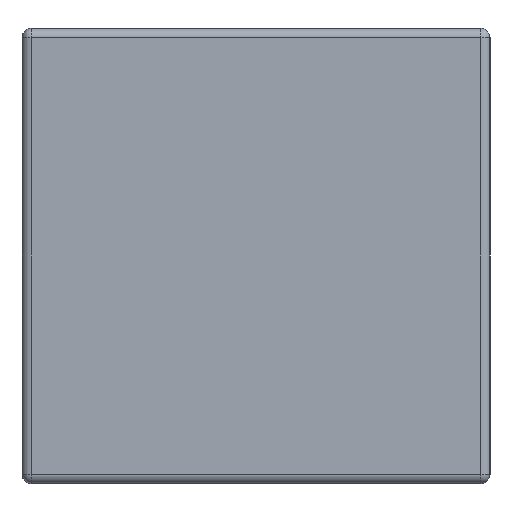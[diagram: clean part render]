
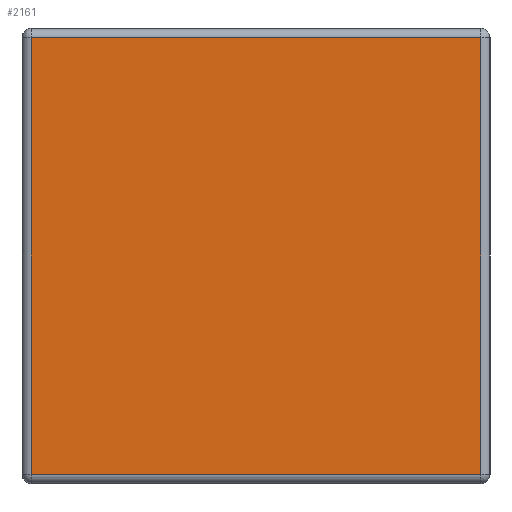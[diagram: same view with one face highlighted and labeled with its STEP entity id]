
A CAD part, left-side view. The second image highlights one B-rep face of the part: STEP entity #2161.
In plain terms, the highlighted planar face has unit normal (-1, 0, 0).
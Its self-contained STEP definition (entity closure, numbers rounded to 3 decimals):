
#39 = VECTOR ( 'NONE', #2874, 1000. ) ;
#232 = DIRECTION ( 'NONE',  ( -1., 0., 0. ) ) ;
#244 = EDGE_CURVE ( 'NONE', #1937, #4032, #2154, .T. ) ;
#246 = DIRECTION ( 'NONE',  ( 0., 0., 1. ) ) ;
#439 = VERTEX_POINT ( 'NONE', #2988 ) ;
#611 = ORIENTED_EDGE ( 'NONE', *, *, #853, .T. ) ;
#784 = VERTEX_POINT ( 'NONE', #3142 ) ;
#853 = EDGE_CURVE ( 'NONE', #4032, #784, #3047, .T. ) ;
#1147 = CARTESIAN_POINT ( 'NONE',  ( 0., 0.037, -0.037 ) ) ;
#1190 = CARTESIAN_POINT ( 'NONE',  ( 0., 0., -1.763 ) ) ;
#1317 = ORIENTED_EDGE ( 'NONE', *, *, #3018, .T. ) ;
#1373 = VECTOR ( 'NONE', #2629, 1000. ) ;
#1665 = VECTOR ( 'NONE', #246, 1000. ) ;
#1937 = VERTEX_POINT ( 'NONE', #1147 ) ;
#1960 = CARTESIAN_POINT ( 'NONE',  ( 0., 0., 0. ) ) ;
#2095 = ORIENTED_EDGE ( 'NONE', *, *, #3295, .T. ) ;
#2154 = LINE ( 'NONE', #2820, #39 ) ;
#2161 = ADVANCED_FACE ( 'NONE', ( #3894 ), #3406, .T. ) ;
#2430 = LINE ( 'NONE', #4555, #1665 ) ;
#2588 = LINE ( 'NONE', #1190, #1373 ) ;
#2629 = DIRECTION ( 'NONE',  ( 0., -1., 0. ) ) ;
#2724 = ORIENTED_EDGE ( 'NONE', *, *, #244, .T. ) ;
#2820 = CARTESIAN_POINT ( 'NONE',  ( 0., 1.85, -0.037 ) ) ;
#2874 = DIRECTION ( 'NONE',  ( 0., 1., 0. ) ) ;
#2988 = CARTESIAN_POINT ( 'NONE',  ( 0., 0.037, -1.763 ) ) ;
#3018 = EDGE_CURVE ( 'NONE', #439, #1937, #2430, .T. ) ;
#3047 = LINE ( 'NONE', #4386, #3906 ) ;
#3142 = CARTESIAN_POINT ( 'NONE',  ( 0., 1.813, -1.763 ) ) ;
#3295 = EDGE_CURVE ( 'NONE', #784, #439, #2588, .T. ) ;
#3406 = PLANE ( 'NONE',  #4050 ) ;
#3740 = DIRECTION ( 'NONE',  ( 0., 0., -1. ) ) ;
#3818 = EDGE_LOOP ( 'NONE', ( #2095, #1317, #2724, #611 ) ) ;
#3894 = FACE_OUTER_BOUND ( 'NONE', #3818, .T. ) ;
#3906 = VECTOR ( 'NONE', #3740, 1000. ) ;
#4032 = VERTEX_POINT ( 'NONE', #4571 ) ;
#4050 = AXIS2_PLACEMENT_3D ( 'NONE', #1960, #232, #4164 ) ;
#4164 = DIRECTION ( 'NONE',  ( 0., 0., 1. ) ) ;
#4386 = CARTESIAN_POINT ( 'NONE',  ( 0., 1.813, -1.8 ) ) ;
#4555 = CARTESIAN_POINT ( 'NONE',  ( 0., 0.037, 0. ) ) ;
#4571 = CARTESIAN_POINT ( 'NONE',  ( 0., 1.813, -0.037 ) ) ;
